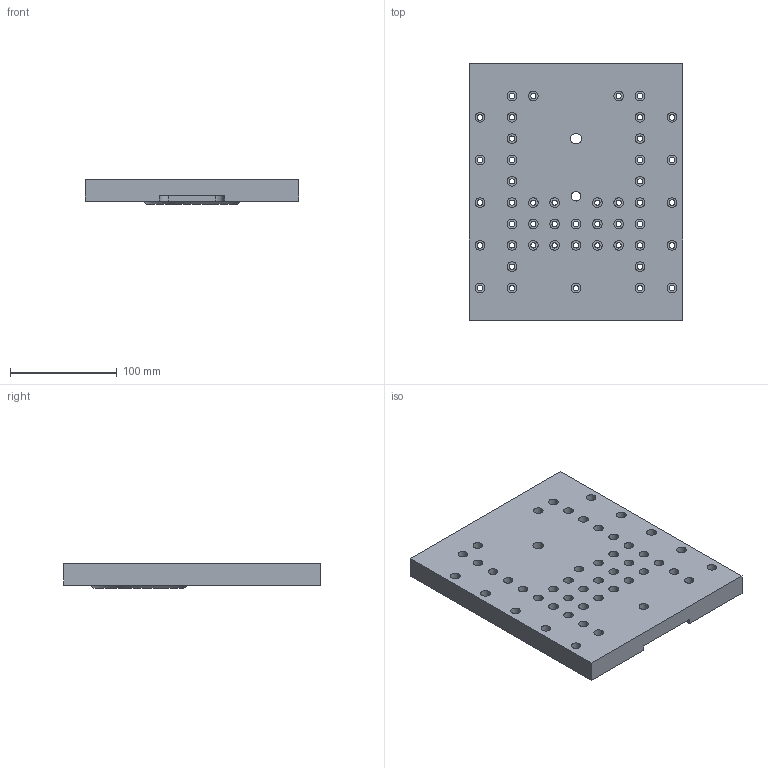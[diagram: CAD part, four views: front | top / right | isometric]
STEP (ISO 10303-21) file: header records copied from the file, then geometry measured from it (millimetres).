
FILE_DESCRIPTION(('FreeCAD Model'),'2;1');
FILE_NAME('Open CASCADE Shape Model','2025-03-24T10:01:58',(''),(''), 'Open CASCADE STEP processor 7.8','FreeCAD','Unknown');
FILE_SCHEMA(('AUTOMOTIVE_DESIGN { 1 0 10303 214 1 1 1 1 }'));
Length unit declared in the file: millimetre
Products named in the file (1): MoldBack
Bounding box: 200 x 240 x 23 mm (x, y, z)
Volume: 892759.1 mm3; surface area: 137145.9 mm2
Topology: 1 solids, 1 shells, 172 faces, 354 edges, 234 vertices
Faces by surface type: cylinder 106, plane 60, cone 6
Full cylindrical faces by diameter (mm): 5 x37, 5.5 x10, 6.4 x5, 9 x48, 10 x1, 13 x1, 45 x1, 85 x1
Entity records: 9561 total; most frequent: CARTESIAN_POINT 1826, DIRECTION 1544, ORIENTED_EDGE 698, PCURVE 698, DEFINITIONAL_REPRESENTATION 698, LINE 627, VECTOR 627, AXIS2_PLACEMENT_3D 386
